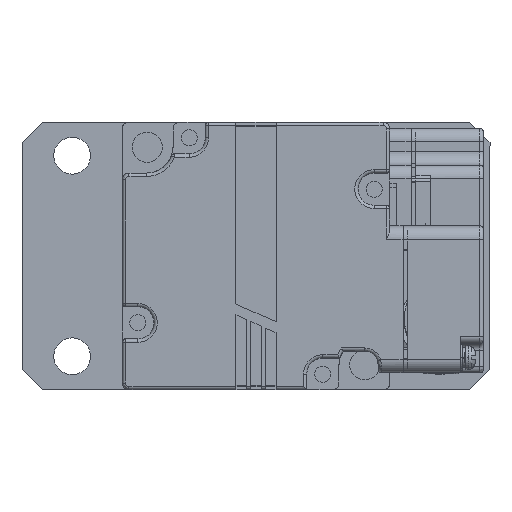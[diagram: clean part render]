
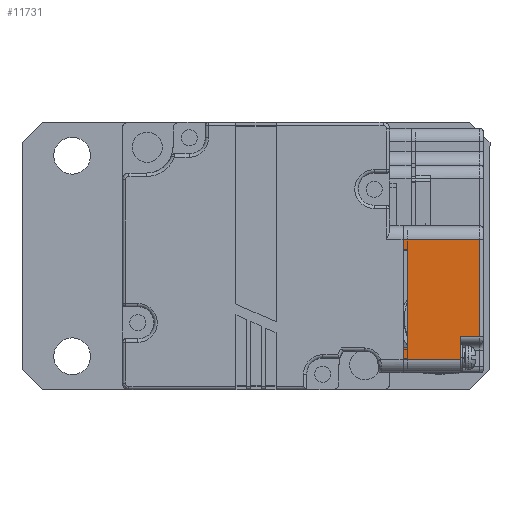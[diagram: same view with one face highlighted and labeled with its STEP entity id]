
A CAD part, front view. The second image highlights one B-rep face of the part: STEP entity #11731.
In plain terms, the highlighted face is planar.
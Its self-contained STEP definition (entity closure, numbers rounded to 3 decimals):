
#1 = LINE ( 'NONE', #22449, #17476 ) ;
#533 = DIRECTION ( 'NONE',  ( 1., 0., 0. ) ) ;
#1870 = VERTEX_POINT ( 'NONE', #51243 ) ;
#2295 = CARTESIAN_POINT ( 'NONE',  ( -9., 5.55, 8.6 ) ) ;
#2646 = LINE ( 'NONE', #51502, #31528 ) ;
#2751 = VECTOR ( 'NONE', #26582, 1000. ) ;
#6734 = AXIS2_PLACEMENT_3D ( 'NONE', #43327, #65838, #38539 ) ;
#6892 = EDGE_CURVE ( 'NONE', #52388, #1870, #48198, .T. ) ;
#7337 = DIRECTION ( 'NONE',  ( 0., 0., 1. ) ) ;
#8741 = CARTESIAN_POINT ( 'NONE',  ( -9., 5.55, 0. ) ) ;
#9269 = VECTOR ( 'NONE', #41560, 1000. ) ;
#9658 = CARTESIAN_POINT ( 'NONE',  ( -5.6, 5.55, 8.6 ) ) ;
#11731 = ADVANCED_FACE ( 'NONE', ( #60655 ), #20856, .T. ) ;
#13188 = DIRECTION ( 'NONE',  ( 1., 0., 0. ) ) ;
#13223 = ORIENTED_EDGE ( 'NONE', *, *, #22923, .T. ) ;
#14804 = VECTOR ( 'NONE', #68608, 1000. ) ;
#14857 = EDGE_CURVE ( 'NONE', #46750, #66807, #68883, .T. ) ;
#16397 = ORIENTED_EDGE ( 'NONE', *, *, #6892, .T. ) ;
#17011 = ORIENTED_EDGE ( 'NONE', *, *, #57594, .F. ) ;
#17476 = VECTOR ( 'NONE', #13188, 1000. ) ;
#19155 = VERTEX_POINT ( 'NONE', #29969 ) ;
#20815 = VECTOR ( 'NONE', #72637, 1000. ) ;
#20856 = PLANE ( 'NONE',  #6734 ) ;
#22449 = CARTESIAN_POINT ( 'NONE',  ( 7.25, 5.55, 0. ) ) ;
#22923 = EDGE_CURVE ( 'NONE', #34159, #19155, #66375, .T. ) ;
#22982 = CARTESIAN_POINT ( 'NONE',  ( -5.6, 5.55, 11.5 ) ) ;
#23474 = DIRECTION ( 'NONE',  ( 1., 0., 0. ) ) ;
#23648 = CARTESIAN_POINT ( 'NONE',  ( -5.6, 5.55, 11.5 ) ) ;
#26582 = DIRECTION ( 'NONE',  ( -1., 0., 0. ) ) ;
#26628 = EDGE_CURVE ( 'NONE', #31433, #29731, #42836, .T. ) ;
#28818 = LINE ( 'NONE', #23648, #14804 ) ;
#29731 = VERTEX_POINT ( 'NONE', #22982 ) ;
#29969 = CARTESIAN_POINT ( 'NONE',  ( 9., 5.55, 0. ) ) ;
#30111 = CARTESIAN_POINT ( 'NONE',  ( 7.25, 5.55, 0. ) ) ;
#31433 = VERTEX_POINT ( 'NONE', #35293 ) ;
#31528 = VECTOR ( 'NONE', #23474, 1000. ) ;
#31803 = CARTESIAN_POINT ( 'NONE',  ( 7.25, 5.55, 0.7 ) ) ;
#34159 = VERTEX_POINT ( 'NONE', #69129 ) ;
#34416 = VERTEX_POINT ( 'NONE', #30111 ) ;
#35293 = CARTESIAN_POINT ( 'NONE',  ( -5.6, 5.55, 8.6 ) ) ;
#37629 = CARTESIAN_POINT ( 'NONE',  ( -5.6, 5.55, 8.6 ) ) ;
#37937 = ORIENTED_EDGE ( 'NONE', *, *, #65394, .T. ) ;
#38539 = DIRECTION ( 'NONE',  ( 1., 0., 0. ) ) ;
#39792 = EDGE_CURVE ( 'NONE', #52388, #58405, #2646, .T. ) ;
#39916 = VECTOR ( 'NONE', #65337, 1000. ) ;
#41560 = DIRECTION ( 'NONE',  ( 0., 0., -1. ) ) ;
#41602 = CARTESIAN_POINT ( 'NONE',  ( -9., 5.55, 0. ) ) ;
#42836 = LINE ( 'NONE', #9658, #39916 ) ;
#43327 = CARTESIAN_POINT ( 'NONE',  ( 11., 5.55, 0. ) ) ;
#45493 = CARTESIAN_POINT ( 'NONE',  ( -9., 5.55, 0. ) ) ;
#46750 = VERTEX_POINT ( 'NONE', #8741 ) ;
#47030 = EDGE_CURVE ( 'NONE', #58405, #34416, #54280, .T. ) ;
#47097 = CARTESIAN_POINT ( 'NONE',  ( -7.25, 5.55, 0.7 ) ) ;
#47849 = ORIENTED_EDGE ( 'NONE', *, *, #26628, .T. ) ;
#48184 = ORIENTED_EDGE ( 'NONE', *, *, #62332, .F. ) ;
#48198 = LINE ( 'NONE', #47097, #9269 ) ;
#49552 = ORIENTED_EDGE ( 'NONE', *, *, #64170, .F. ) ;
#50148 = CARTESIAN_POINT ( 'NONE',  ( 9., 5.55, 11.5 ) ) ;
#51023 = LINE ( 'NONE', #45493, #64889 ) ;
#51243 = CARTESIAN_POINT ( 'NONE',  ( -7.25, 5.55, 0. ) ) ;
#51502 = CARTESIAN_POINT ( 'NONE',  ( -7.25, 5.55, 0.7 ) ) ;
#52388 = VERTEX_POINT ( 'NONE', #62828 ) ;
#52758 = ORIENTED_EDGE ( 'NONE', *, *, #39792, .F. ) ;
#54280 = LINE ( 'NONE', #31803, #72127 ) ;
#57594 = EDGE_CURVE ( 'NONE', #34416, #19155, #1, .T. ) ;
#58405 = VERTEX_POINT ( 'NONE', #63062 ) ;
#58820 = ORIENTED_EDGE ( 'NONE', *, *, #47030, .F. ) ;
#59077 = DIRECTION ( 'NONE',  ( 0., 0., -1. ) ) ;
#60655 = FACE_OUTER_BOUND ( 'NONE', #61870, .T. ) ;
#61870 = EDGE_LOOP ( 'NONE', ( #48184, #66179, #49552, #47849, #37937, #13223, #17011, #58820, #52758, #16397 ) ) ;
#62332 = EDGE_CURVE ( 'NONE', #46750, #1870, #51023, .T. ) ;
#62828 = CARTESIAN_POINT ( 'NONE',  ( -7.25, 5.55, 0.7 ) ) ;
#63062 = CARTESIAN_POINT ( 'NONE',  ( 7.25, 5.55, 0.7 ) ) ;
#64170 = EDGE_CURVE ( 'NONE', #31433, #66807, #66013, .T. ) ;
#64889 = VECTOR ( 'NONE', #533, 1000. ) ;
#65337 = DIRECTION ( 'NONE',  ( 0., 0., 1. ) ) ;
#65394 = EDGE_CURVE ( 'NONE', #29731, #34159, #28818, .T. ) ;
#65838 = DIRECTION ( 'NONE',  ( 0., 1., 0. ) ) ;
#66013 = LINE ( 'NONE', #37629, #2751 ) ;
#66179 = ORIENTED_EDGE ( 'NONE', *, *, #14857, .T. ) ;
#66375 = LINE ( 'NONE', #50148, #20815 ) ;
#66807 = VERTEX_POINT ( 'NONE', #2295 ) ;
#68608 = DIRECTION ( 'NONE',  ( 1., 0., 0. ) ) ;
#68883 = LINE ( 'NONE', #41602, #71286 ) ;
#69129 = CARTESIAN_POINT ( 'NONE',  ( 9., 5.55, 11.5 ) ) ;
#71286 = VECTOR ( 'NONE', #7337, 1000. ) ;
#72127 = VECTOR ( 'NONE', #59077, 1000. ) ;
#72637 = DIRECTION ( 'NONE',  ( 0., 0., -1. ) ) ;
